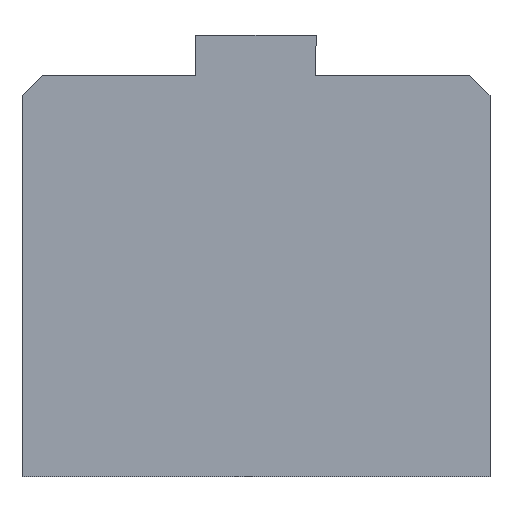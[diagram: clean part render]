
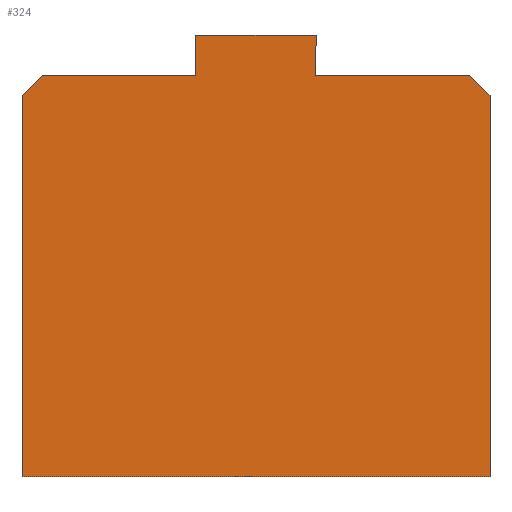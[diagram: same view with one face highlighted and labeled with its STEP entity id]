
A CAD part, top view. The second image highlights one B-rep face of the part: STEP entity #324.
In plain terms, the highlighted planar face has unit normal (0, 0, 1).
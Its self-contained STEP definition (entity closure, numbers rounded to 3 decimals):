
#38=FACE_OUTER_BOUND('',#54,.T.);
#54=EDGE_LOOP('',(#283,#284,#285,#286,#287,#288,#289,#290,#291,#292));
#55=LINE('',#449,#97);
#61=LINE('',#460,#103);
#70=LINE('',#480,#112);
#74=LINE('',#486,#116);
#88=LINE('',#514,#130);
#90=LINE('',#519,#132);
#92=LINE('',#522,#134);
#93=LINE('',#525,#135);
#95=LINE('',#528,#137);
#96=LINE('',#530,#138);
#97=VECTOR('',#367,10.);
#103=VECTOR('',#375,10.);
#112=VECTOR('',#388,10.);
#116=VECTOR('',#394,10.);
#130=VECTOR('',#418,10.);
#132=VECTOR('',#422,10.);
#134=VECTOR('',#426,10.);
#135=VECTOR('',#429,10.);
#137=VECTOR('',#433,10.);
#138=VECTOR('',#436,10.);
#139=VERTEX_POINT('',#447);
#140=VERTEX_POINT('',#448);
#144=VERTEX_POINT('',#458);
#152=VERTEX_POINT('',#478);
#153=VERTEX_POINT('',#479);
#154=VERTEX_POINT('',#484);
#163=VERTEX_POINT('',#512);
#164=VERTEX_POINT('',#516);
#165=VERTEX_POINT('',#518);
#166=VERTEX_POINT('',#524);
#167=EDGE_CURVE('',#139,#140,#55,.T.);
#173=EDGE_CURVE('',#139,#144,#61,.T.);
#182=EDGE_CURVE('',#152,#153,#70,.T.);
#186=EDGE_CURVE('',#152,#154,#74,.T.);
#200=EDGE_CURVE('',#154,#163,#88,.T.);
#202=EDGE_CURVE('',#165,#164,#90,.T.);
#204=EDGE_CURVE('',#163,#165,#92,.T.);
#205=EDGE_CURVE('',#166,#153,#93,.T.);
#207=EDGE_CURVE('',#144,#166,#95,.T.);
#208=EDGE_CURVE('',#164,#140,#96,.T.);
#283=ORIENTED_EDGE('',*,*,#167,.F.);
#284=ORIENTED_EDGE('',*,*,#173,.T.);
#285=ORIENTED_EDGE('',*,*,#207,.T.);
#286=ORIENTED_EDGE('',*,*,#205,.T.);
#287=ORIENTED_EDGE('',*,*,#182,.F.);
#288=ORIENTED_EDGE('',*,*,#186,.T.);
#289=ORIENTED_EDGE('',*,*,#200,.T.);
#290=ORIENTED_EDGE('',*,*,#204,.T.);
#291=ORIENTED_EDGE('',*,*,#202,.T.);
#292=ORIENTED_EDGE('',*,*,#208,.T.);
#308=PLANE('',#356);
#324=ADVANCED_FACE('',(#38),#308,.T.);
#356=AXIS2_PLACEMENT_3D('',#531,#437,#438);
#367=DIRECTION('',(0.707,0.707,0.));
#375=DIRECTION('',(0.,-1.,0.));
#388=DIRECTION('',(0.707,-0.707,0.));
#394=DIRECTION('',(-1.,0.,0.));
#418=DIRECTION('',(0.017,1.,0.));
#422=DIRECTION('',(0.,-1.,0.));
#426=DIRECTION('',(-1.,0.,0.));
#429=DIRECTION('',(0.,1.,0.));
#433=DIRECTION('',(1.,0.,0.));
#436=DIRECTION('',(-1.,0.,0.));
#437=DIRECTION('center_axis',(0.,0.,1.));
#438=DIRECTION('ref_axis',(1.,0.,0.));
#447=CARTESIAN_POINT('',(-34.998,-188.,1.8));
#448=CARTESIAN_POINT('',(-31.998,-185.,1.8));
#449=CARTESIAN_POINT('',(-31.498,-184.5,1.8));
#458=CARTESIAN_POINT('',(-34.998,-245.,1.8));
#460=CARTESIAN_POINT('',(-34.998,-245.,1.8));
#478=CARTESIAN_POINT('',(32.002,-185.,1.8));
#479=CARTESIAN_POINT('',(35.002,-188.,1.8));
#480=CARTESIAN_POINT('',(31.502,-184.5,1.8));
#484=CARTESIAN_POINT('',(8.903,-185.,1.8));
#486=CARTESIAN_POINT('',(-34.998,-185.,1.8));
#512=CARTESIAN_POINT('',(9.002,-179.,1.8));
#514=CARTESIAN_POINT('',(9.002,-179.,1.8));
#516=CARTESIAN_POINT('',(-8.998,-185.,1.8));
#518=CARTESIAN_POINT('',(-8.998,-179.,1.8));
#519=CARTESIAN_POINT('',(-8.998,-185.,1.8));
#522=CARTESIAN_POINT('',(-8.998,-179.,1.8));
#524=CARTESIAN_POINT('',(35.002,-245.,1.8));
#525=CARTESIAN_POINT('',(35.002,-185.,1.8));
#528=CARTESIAN_POINT('',(35.002,-245.,1.8));
#530=CARTESIAN_POINT('',(21.845,-185.,1.8));
#531=CARTESIAN_POINT('Origin',(0.002,-212.,1.8));
